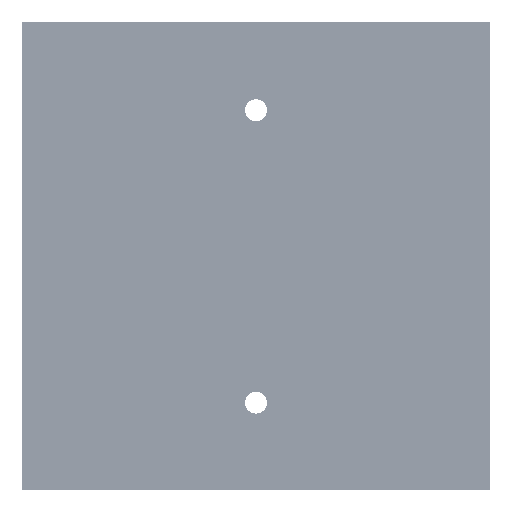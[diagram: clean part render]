
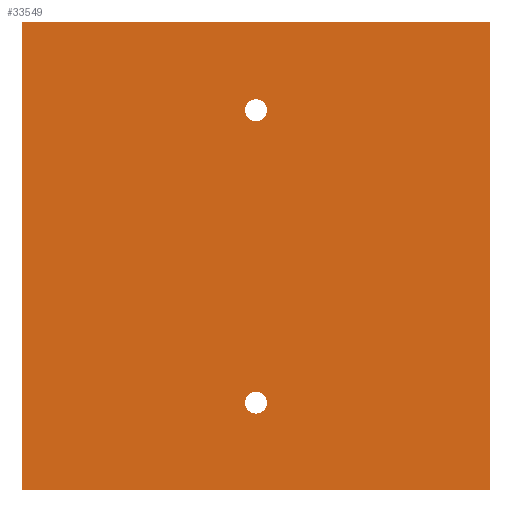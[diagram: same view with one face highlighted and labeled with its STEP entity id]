
A CAD part, front view. The second image highlights one B-rep face of the part: STEP entity #33549.
In plain terms, the highlighted planar face has unit normal (0, -1, 0).
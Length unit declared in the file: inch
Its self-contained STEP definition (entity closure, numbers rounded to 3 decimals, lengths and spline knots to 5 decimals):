
#510 = DIRECTION ( 'NONE',  ( 0., 1., 0. ) ) ;
#1805 = EDGE_CURVE ( 'NONE', #64788, #50965, #20241, .T. ) ;
#3176 = FACE_BOUND ( 'NONE', #32974, .T. ) ;
#4365 = LINE ( 'NONE', #50282, #44443 ) ;
#8284 = CARTESIAN_POINT ( 'NONE',  ( 3., 0., 3. ) ) ;
#9040 = EDGE_CURVE ( 'NONE', #66451, #21272, #85783, .T. ) ;
#9142 = EDGE_CURVE ( 'NONE', #56123, #64788, #4365, .T. ) ;
#11508 = CARTESIAN_POINT ( 'NONE',  ( -3., 0., 3. ) ) ;
#11830 = CARTESIAN_POINT ( 'NONE',  ( 3., 0., -3. ) ) ;
#11877 = CARTESIAN_POINT ( 'NONE',  ( -3., 0., -3. ) ) ;
#15897 = CARTESIAN_POINT ( 'NONE',  ( 0., 0., 0. ) ) ;
#16796 = CARTESIAN_POINT ( 'NONE',  ( -3., 0., -3. ) ) ;
#18074 = VERTEX_POINT ( 'NONE', #88648 ) ;
#18850 = EDGE_LOOP ( 'NONE', ( #53015, #38005 ) ) ;
#19955 = EDGE_CURVE ( 'NONE', #50965, #43576, #45093, .T. ) ;
#20241 = LINE ( 'NONE', #8284, #60453 ) ;
#21272 = VERTEX_POINT ( 'NONE', #28768 ) ;
#22319 = CARTESIAN_POINT ( 'NONE',  ( 0., 0., -1.88 ) ) ;
#22918 = EDGE_LOOP ( 'NONE', ( #24732, #38314, #60594, #69449 ) ) ;
#23723 = VECTOR ( 'NONE', #72664, 39.37008 ) ;
#23953 = DIRECTION ( 'NONE',  ( 0., 0., -1. ) ) ;
#24375 = FACE_BOUND ( 'NONE', #18850, .T. ) ;
#24732 = ORIENTED_EDGE ( 'NONE', *, *, #1805, .F. ) ;
#25416 = ORIENTED_EDGE ( 'NONE', *, *, #58368, .T. ) ;
#25908 = DIRECTION ( 'NONE',  ( 0., 0., 1. ) ) ;
#26127 = CARTESIAN_POINT ( 'NONE',  ( 0., 0., 1.7295 ) ) ;
#28540 = CARTESIAN_POINT ( 'NONE',  ( 0., 0., -1.88 ) ) ;
#28768 = CARTESIAN_POINT ( 'NONE',  ( 0., 0., -1.7395 ) ) ;
#30403 = DIRECTION ( 'NONE',  ( 0., 0., 1. ) ) ;
#32974 = EDGE_LOOP ( 'NONE', ( #25416, #78095 ) ) ;
#33549 = ADVANCED_FACE ( 'NONE', ( #24375, #3176, #45734 ), #71763, .T. ) ;
#34295 = CARTESIAN_POINT ( 'NONE',  ( -3., 0., 3. ) ) ;
#36570 = DIRECTION ( 'NONE',  ( 0., 0., 1. ) ) ;
#37421 = EDGE_CURVE ( 'NONE', #42063, #18074, #93531, .T. ) ;
#38005 = ORIENTED_EDGE ( 'NONE', *, *, #9040, .T. ) ;
#38314 = ORIENTED_EDGE ( 'NONE', *, *, #9142, .F. ) ;
#39349 = CARTESIAN_POINT ( 'NONE',  ( 0., 0., 1.87 ) ) ;
#42063 = VERTEX_POINT ( 'NONE', #26127 ) ;
#43428 = CARTESIAN_POINT ( 'NONE',  ( 3., 0., 3. ) ) ;
#43576 = VERTEX_POINT ( 'NONE', #11877 ) ;
#44443 = VECTOR ( 'NONE', #66455, 39.37008 ) ;
#45093 = LINE ( 'NONE', #16796, #23723 ) ;
#45734 = FACE_OUTER_BOUND ( 'NONE', #22918, .T. ) ;
#46773 = AXIS2_PLACEMENT_3D ( 'NONE', #15897, #72108, #23953 ) ;
#47465 = DIRECTION ( 'NONE',  ( 0., 0., 1. ) ) ;
#48470 = CARTESIAN_POINT ( 'NONE',  ( 0., 0., 1.87 ) ) ;
#50282 = CARTESIAN_POINT ( 'NONE',  ( -3., 0., 3. ) ) ;
#50965 = VERTEX_POINT ( 'NONE', #11830 ) ;
#52744 = AXIS2_PLACEMENT_3D ( 'NONE', #48470, #510, #56541 ) ;
#53015 = ORIENTED_EDGE ( 'NONE', *, *, #56549, .T. ) ;
#55177 = AXIS2_PLACEMENT_3D ( 'NONE', #28540, #84565, #36570 ) ;
#56123 = VERTEX_POINT ( 'NONE', #11508 ) ;
#56541 = DIRECTION ( 'NONE',  ( 0., 0., 1. ) ) ;
#56549 = EDGE_CURVE ( 'NONE', #21272, #66451, #68524, .T. ) ;
#58368 = EDGE_CURVE ( 'NONE', #18074, #42063, #85014, .T. ) ;
#58373 = LINE ( 'NONE', #34295, #100894 ) ;
#59462 = AXIS2_PLACEMENT_3D ( 'NONE', #39349, #95381, #47465 ) ;
#60453 = VECTOR ( 'NONE', #80424, 39.37008 ) ;
#60594 = ORIENTED_EDGE ( 'NONE', *, *, #97126, .F. ) ;
#64788 = VERTEX_POINT ( 'NONE', #43428 ) ;
#66451 = VERTEX_POINT ( 'NONE', #100444 ) ;
#66455 = DIRECTION ( 'NONE',  ( 1., 0., 0. ) ) ;
#68524 = CIRCLE ( 'NONE', #55177, 0.1405 ) ;
#69449 = ORIENTED_EDGE ( 'NONE', *, *, #19955, .F. ) ;
#71763 = PLANE ( 'NONE',  #46773 ) ;
#72108 = DIRECTION ( 'NONE',  ( 0., -1., 0. ) ) ;
#72664 = DIRECTION ( 'NONE',  ( -1., 0., 0. ) ) ;
#78095 = ORIENTED_EDGE ( 'NONE', *, *, #37421, .T. ) ;
#78448 = DIRECTION ( 'NONE',  ( 0., 1., 0. ) ) ;
#80424 = DIRECTION ( 'NONE',  ( 0., 0., -1. ) ) ;
#84565 = DIRECTION ( 'NONE',  ( 0., 1., 0. ) ) ;
#85014 = CIRCLE ( 'NONE', #52744, 0.1405 ) ;
#85783 = CIRCLE ( 'NONE', #89865, 0.1405 ) ;
#88648 = CARTESIAN_POINT ( 'NONE',  ( 0., 0., 2.0105 ) ) ;
#89865 = AXIS2_PLACEMENT_3D ( 'NONE', #22319, #78448, #30403 ) ;
#93531 = CIRCLE ( 'NONE', #59462, 0.1405 ) ;
#95381 = DIRECTION ( 'NONE',  ( 0., 1., 0. ) ) ;
#97126 = EDGE_CURVE ( 'NONE', #43576, #56123, #58373, .T. ) ;
#100444 = CARTESIAN_POINT ( 'NONE',  ( 0., 0., -2.0205 ) ) ;
#100894 = VECTOR ( 'NONE', #25908, 39.37008 ) ;
